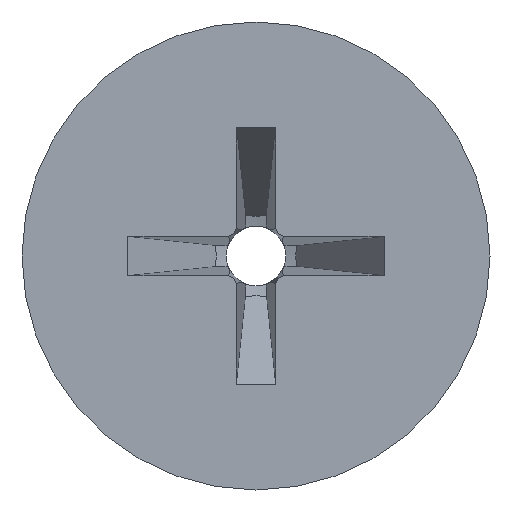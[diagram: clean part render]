
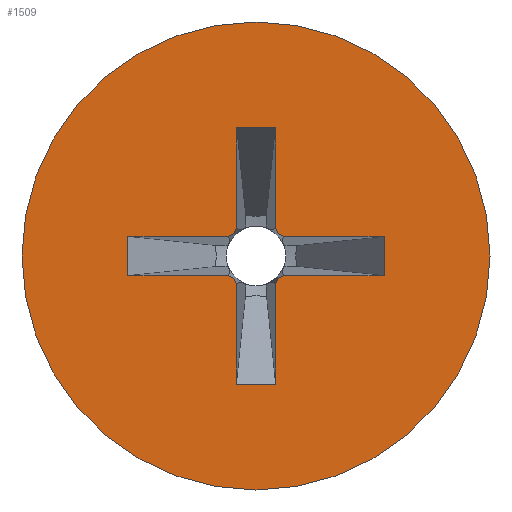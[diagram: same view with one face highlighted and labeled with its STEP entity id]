
A CAD part, left-side view. The second image highlights one B-rep face of the part: STEP entity #1509.
In plain terms, the highlighted planar face has unit normal (-1, 0, 0).
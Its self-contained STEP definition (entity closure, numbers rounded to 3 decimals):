
#115=CARTESIAN_POINT('',(0.,0.,0.));
#116=DIRECTION('',(-1.,0.,0.));
#117=DIRECTION('',(0.,1.,0.));
#118=AXIS2_PLACEMENT_3D('',#115,#116,#117);
#120=CARTESIAN_POINT('',(0.,0.,0.));
#121=DIRECTION('',(1.,0.,0.));
#122=DIRECTION('',(0.,1.,0.));
#123=AXIS2_PLACEMENT_3D('',#120,#121,#122);
#125=DIRECTION('',(0.,0.423,-0.906));
#126=VECTOR('',#125,0.102);
#127=CARTESIAN_POINT('',(0.,-0.396,-0.396));
#128=LINE('',#127,#126);
#129=DIRECTION('',(0.,0.906,-0.423));
#130=VECTOR('',#129,0.102);
#131=CARTESIAN_POINT('',(0.,-0.488,-0.353));
#132=LINE('',#131,#130);
#133=DIRECTION('',(0.,1.,0.));
#134=VECTOR('',#133,1.812);
#135=CARTESIAN_POINT('',(0.,-2.3,-0.353));
#136=LINE('',#135,#134);
#137=DIRECTION('',(0.,0.,-1.));
#138=VECTOR('',#137,0.705);
#139=CARTESIAN_POINT('',(0.,-2.3,0.353));
#140=LINE('',#139,#138);
#141=DIRECTION('',(0.,1.,0.));
#142=VECTOR('',#141,1.812);
#143=CARTESIAN_POINT('',(0.,-2.3,0.353));
#144=LINE('',#143,#142);
#145=DIRECTION('',(0.,0.906,0.423));
#146=VECTOR('',#145,0.102);
#147=CARTESIAN_POINT('',(0.,-0.488,0.353));
#148=LINE('',#147,#146);
#149=DIRECTION('',(0.,-0.423,-0.906));
#150=VECTOR('',#149,0.102);
#151=CARTESIAN_POINT('',(0.,-0.353,0.488));
#152=LINE('',#151,#150);
#153=DIRECTION('',(0.,0.,-1.));
#154=VECTOR('',#153,1.812);
#155=CARTESIAN_POINT('',(0.,-0.353,2.3));
#156=LINE('',#155,#154);
#157=DIRECTION('',(0.,1.,0.));
#158=VECTOR('',#157,0.705);
#159=CARTESIAN_POINT('',(0.,-0.353,2.3));
#160=LINE('',#159,#158);
#161=DIRECTION('',(0.,0.,-1.));
#162=VECTOR('',#161,1.812);
#163=CARTESIAN_POINT('',(0.,0.353,2.3));
#164=LINE('',#163,#162);
#165=DIRECTION('',(0.,0.423,-0.906));
#166=VECTOR('',#165,0.102);
#167=CARTESIAN_POINT('',(0.,0.353,0.488));
#168=LINE('',#167,#166);
#169=DIRECTION('',(0.,0.906,-0.423));
#170=VECTOR('',#169,0.102);
#171=CARTESIAN_POINT('',(0.,0.396,0.396));
#172=LINE('',#171,#170);
#173=DIRECTION('',(0.,1.,0.));
#174=VECTOR('',#173,1.812);
#175=CARTESIAN_POINT('',(0.,0.488,0.353));
#176=LINE('',#175,#174);
#177=DIRECTION('',(0.,0.,-1.));
#178=VECTOR('',#177,0.705);
#179=CARTESIAN_POINT('',(0.,2.3,0.353));
#180=LINE('',#179,#178);
#181=DIRECTION('',(0.,1.,0.));
#182=VECTOR('',#181,1.812);
#183=CARTESIAN_POINT('',(0.,0.488,-0.353));
#184=LINE('',#183,#182);
#185=DIRECTION('',(0.,0.906,0.423));
#186=VECTOR('',#185,0.102);
#187=CARTESIAN_POINT('',(0.,0.396,-0.396));
#188=LINE('',#187,#186);
#189=DIRECTION('',(0.,-0.423,-0.906));
#190=VECTOR('',#189,0.102);
#191=CARTESIAN_POINT('',(0.,0.396,-0.396));
#192=LINE('',#191,#190);
#193=DIRECTION('',(0.,0.,-1.));
#194=VECTOR('',#193,1.812);
#195=CARTESIAN_POINT('',(0.,0.353,-0.488));
#196=LINE('',#195,#194);
#197=DIRECTION('',(0.,1.,0.));
#198=VECTOR('',#197,0.705);
#199=CARTESIAN_POINT('',(0.,-0.353,-2.3));
#200=LINE('',#199,#198);
#201=DIRECTION('',(0.,0.,-1.));
#202=VECTOR('',#201,1.812);
#203=CARTESIAN_POINT('',(0.,-0.353,-0.488));
#204=LINE('',#203,#202);
#1345=CARTESIAN_POINT('',(0.,4.2,0.));
#1347=VERTEX_POINT('',#1345);
#1349=CARTESIAN_POINT('',(0.,-4.2,0.));
#1351=VERTEX_POINT('',#1349);
#1384=CARTESIAN_POINT('',(0.,-0.396,-0.396));
#1385=CARTESIAN_POINT('',(0.,-0.353,-0.488));
#1386=VERTEX_POINT('',#1384);
#1387=VERTEX_POINT('',#1385);
#1388=CARTESIAN_POINT('',(0.,-0.488,-0.353));
#1389=VERTEX_POINT('',#1388);
#1390=CARTESIAN_POINT('',(0.,-2.3,-0.353));
#1391=VERTEX_POINT('',#1390);
#1392=CARTESIAN_POINT('',(0.,-2.3,0.353));
#1393=VERTEX_POINT('',#1392);
#1394=CARTESIAN_POINT('',(0.,-0.488,0.353));
#1395=VERTEX_POINT('',#1394);
#1396=CARTESIAN_POINT('',(0.,-0.396,0.396));
#1397=VERTEX_POINT('',#1396);
#1398=CARTESIAN_POINT('',(0.,-0.353,0.488));
#1399=VERTEX_POINT('',#1398);
#1400=CARTESIAN_POINT('',(0.,-0.353,2.3));
#1401=VERTEX_POINT('',#1400);
#1402=CARTESIAN_POINT('',(0.,0.353,2.3));
#1403=VERTEX_POINT('',#1402);
#1404=CARTESIAN_POINT('',(0.,0.353,0.488));
#1405=VERTEX_POINT('',#1404);
#1406=CARTESIAN_POINT('',(0.,0.396,0.396));
#1407=VERTEX_POINT('',#1406);
#1408=CARTESIAN_POINT('',(0.,0.488,0.353));
#1409=VERTEX_POINT('',#1408);
#1410=CARTESIAN_POINT('',(0.,2.3,0.353));
#1411=VERTEX_POINT('',#1410);
#1412=CARTESIAN_POINT('',(0.,2.3,-0.353));
#1413=VERTEX_POINT('',#1412);
#1414=CARTESIAN_POINT('',(0.,0.488,-0.353));
#1415=VERTEX_POINT('',#1414);
#1416=CARTESIAN_POINT('',(0.,0.396,-0.396));
#1417=VERTEX_POINT('',#1416);
#1418=CARTESIAN_POINT('',(0.,0.353,-0.488));
#1419=VERTEX_POINT('',#1418);
#1420=CARTESIAN_POINT('',(0.,0.353,-2.3));
#1421=VERTEX_POINT('',#1420);
#1422=CARTESIAN_POINT('',(0.,-0.353,-2.3));
#1423=VERTEX_POINT('',#1422);
#1456=CARTESIAN_POINT('',(0.,0.,0.));
#1457=DIRECTION('',(1.,0.,0.));
#1458=DIRECTION('',(0.,-1.,0.));
#1459=AXIS2_PLACEMENT_3D('',#1456,#1457,#1458);
#1460=PLANE('',#1459);
#1462=ORIENTED_EDGE('',*,*,#1461,.F.);
#1464=ORIENTED_EDGE('',*,*,#1463,.T.);
#1465=EDGE_LOOP('',(#1462,#1464));
#1466=FACE_OUTER_BOUND('',#1465,.F.);
#1468=ORIENTED_EDGE('',*,*,#1467,.F.);
#1470=ORIENTED_EDGE('',*,*,#1469,.F.);
#1472=ORIENTED_EDGE('',*,*,#1471,.F.);
#1474=ORIENTED_EDGE('',*,*,#1473,.F.);
#1476=ORIENTED_EDGE('',*,*,#1475,.T.);
#1478=ORIENTED_EDGE('',*,*,#1477,.T.);
#1480=ORIENTED_EDGE('',*,*,#1479,.F.);
#1482=ORIENTED_EDGE('',*,*,#1481,.F.);
#1484=ORIENTED_EDGE('',*,*,#1483,.T.);
#1486=ORIENTED_EDGE('',*,*,#1485,.T.);
#1488=ORIENTED_EDGE('',*,*,#1487,.T.);
#1490=ORIENTED_EDGE('',*,*,#1489,.T.);
#1492=ORIENTED_EDGE('',*,*,#1491,.T.);
#1494=ORIENTED_EDGE('',*,*,#1493,.T.);
#1496=ORIENTED_EDGE('',*,*,#1495,.F.);
#1498=ORIENTED_EDGE('',*,*,#1497,.F.);
#1500=ORIENTED_EDGE('',*,*,#1499,.T.);
#1502=ORIENTED_EDGE('',*,*,#1501,.T.);
#1504=ORIENTED_EDGE('',*,*,#1503,.F.);
#1506=ORIENTED_EDGE('',*,*,#1505,.F.);
#1507=EDGE_LOOP('',(#1468,#1470,#1472,#1474,#1476,#1478,#1480,#1482,#1484,#1486,
#1488,#1490,#1492,#1494,#1496,#1498,#1500,#1502,#1504,#1506));
#1508=FACE_BOUND('',#1507,.F.);
#119=CIRCLE('',#118,4.2);
#124=CIRCLE('',#123,4.2);
#1461=EDGE_CURVE('',#1347,#1351,#119,.T.);
#1463=EDGE_CURVE('',#1347,#1351,#124,.T.);
#1467=EDGE_CURVE('',#1386,#1387,#128,.T.);
#1469=EDGE_CURVE('',#1389,#1386,#132,.T.);
#1471=EDGE_CURVE('',#1391,#1389,#136,.T.);
#1473=EDGE_CURVE('',#1393,#1391,#140,.T.);
#1475=EDGE_CURVE('',#1393,#1395,#144,.T.);
#1477=EDGE_CURVE('',#1395,#1397,#148,.T.);
#1479=EDGE_CURVE('',#1399,#1397,#152,.T.);
#1481=EDGE_CURVE('',#1401,#1399,#156,.T.);
#1483=EDGE_CURVE('',#1401,#1403,#160,.T.);
#1485=EDGE_CURVE('',#1403,#1405,#164,.T.);
#1487=EDGE_CURVE('',#1405,#1407,#168,.T.);
#1489=EDGE_CURVE('',#1407,#1409,#172,.T.);
#1491=EDGE_CURVE('',#1409,#1411,#176,.T.);
#1493=EDGE_CURVE('',#1411,#1413,#180,.T.);
#1495=EDGE_CURVE('',#1415,#1413,#184,.T.);
#1497=EDGE_CURVE('',#1417,#1415,#188,.T.);
#1499=EDGE_CURVE('',#1417,#1419,#192,.T.);
#1501=EDGE_CURVE('',#1419,#1421,#196,.T.);
#1503=EDGE_CURVE('',#1423,#1421,#200,.T.);
#1505=EDGE_CURVE('',#1387,#1423,#204,.T.);
#1509=ADVANCED_FACE('',(#1466,#1508),#1460,.F.);
